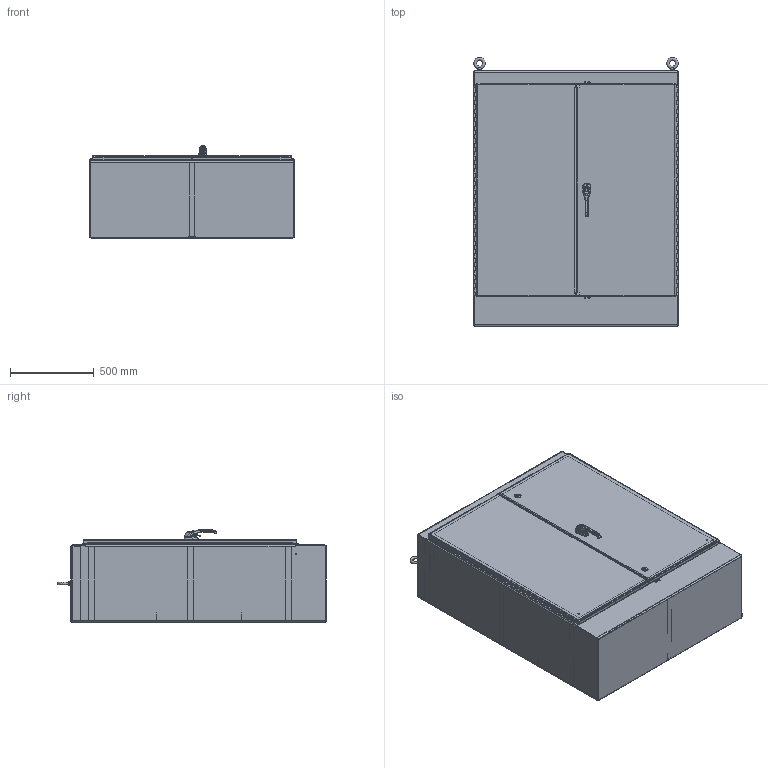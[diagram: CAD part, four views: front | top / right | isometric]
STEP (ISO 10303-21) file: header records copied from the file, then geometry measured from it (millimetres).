
FILE_DESCRIPTION(/* description */ ('ENCL,N12,FSD,SS,2D,60X48X18'),/* implementation_level */ '2;1');
FILE_NAME(/* name */ 'WA604818FSDSS.stp',/* time_stamp */ '2021-01-23T08:10:09-06:00',/* author */ ('KA'),/* organization */ (''),/* preprocessor_version */ 'ST-DEVELOPER v18.1',/* originating_system */ 'Autodesk Inventor 2020',/* authorisation */ '');
FILE_SCHEMA (('AUTOMOTIVE_DESIGN { 1 0 10303 214 3 1 1 }'));
Products named in the file (47): WA604818FSDSS; HFW3026; 316298; 349131; WA_FSDSSST-48; 328131; 328131_1; 328131T; 328131L; 328131P; WA604818FSDSSBLR; WA4818FSDSSBTM; WA4818FSDSSTOP; WA18FSDSSEBA; WA60FSDSTRIPGSKT; WA_FSDSSDPE; WA60FSDSSDP; WA6048FSDSSLDR; WA6048FSDSSSDR; LARGE_DOOR_ROD_ASSM-37028; HFW31712; 1091-903_AF0; 1091-903_AF0_1; 1091-903_AF0_2; PLASTIC-ROLLER-CAM_AF0_ASM; PLASTIC-ROLLER-CAM_AF1; 7379-M6-8X25_AF0; LOCK-NUT_AF0; SUPPORT-ROLL_AF0; 1091-BR11_AF0; 37028; ANSI B18.6.3 - 3/8-16 UNC - 1.75; HFW3762; 31215; 3862; HFW312002; CP10184202R01_Standard; CP10184202R01_Deep Recess; CP10184202R03 MODIFY; CP10184202R02 ...
Assembly tree (76 placements, depth 5):
  WA604818FSDSS
    FUN00132_17.25  x8
    HFW3026  x2
    316298  x2
    349131  x2
    WA_FSDSSST-48  x2
    328131
      328131T
      328131L
      328131P
    328131_1
      328131T
      328131L
      328131P
    WA604818FSDSSBLR
    WA4818FSDSSBTM
    WA4818FSDSSTOP
    WA18FSDSSEBA  x2
    38846  x6
    WA60FSDSTRIPGSKT
    WA6048FSDFIP  x2
    WA_FSDSSDPE  x2
    WA60FSDSSDP
    WA6048FSDSSLDR
    WA6048FSDSSSDR
    LARGE_DOOR_ROD_ASSM-37028
      HFW31712
        1091-903_AF0
          1091-903_AF0_1
          1091-903_AF0_2
        PLASTIC-ROLLER-CAM_AF0_ASM
          PLASTIC-ROLLER-CAM_AF1
          7379-M6-8X25_AF0
          LOCK-NUT_AF0
        SUPPORT-ROLL_AF0
        1091-BR11_AF0
      37028  x2
      ANSI B18.6.3 - 3/8-16 UNC - 1.75  x2
      HFW3762  x4
      31215  x2
      3862  x2
    HFW312002  x2
      CP10184202R01_Standard
        CP10184202R01_Deep Recess
        CP10184202R03 MODIFY
      CP10184202R02
      CP10184202R04
        _22030_0932_Spring_Plunger__1_b_2
        _22030_0932_Spring_Plunger__1_a_4
    32450
Bounding box: 1222.78 x 1606.47 x 550.18 mm (x, y, z)
Volume: 25474472.9 mm3; surface area: 15341944.3 mm2
Topology: 70 solids, 1551 shells, 3963 faces, 13267 edges, 10914 vertices
Faces by surface type: plane 1629, cylinder 1237, bspline 512, torus 300, cone 157, sphere 128
Full cylindrical faces by diameter (mm): 1.5 x2, 3.5 x2, 3.9 x1, 4.2 x2, 4.5 x2, 4.773 x2, 5 x5, 5.16 x20, 6 x3, 6.128 x2, 6.172 x2, 6.35 x16, 6.41 x2, 6.535 x16, 7.112 x3, 7.144 x2, 7.938 x2, 8 x1, 8.153 x2, 8.2 x1, 8.56 x6, 8.7 x2, 9.525 x2, 10 x2, 10.16 x4, 12 x4, 12.7 x2, 13 x1, 13.2 x1, 14.287 x2
Entity records: 194456 total; most frequent: CARTESIAN_POINT 101714, DIRECTION 17101, ORIENTED_EDGE 13742, EDGE_CURVE 10243, VERTEX_POINT 8978, AXIS2_PLACEMENT_3D 6102, LINE 4897, VECTOR 4897
